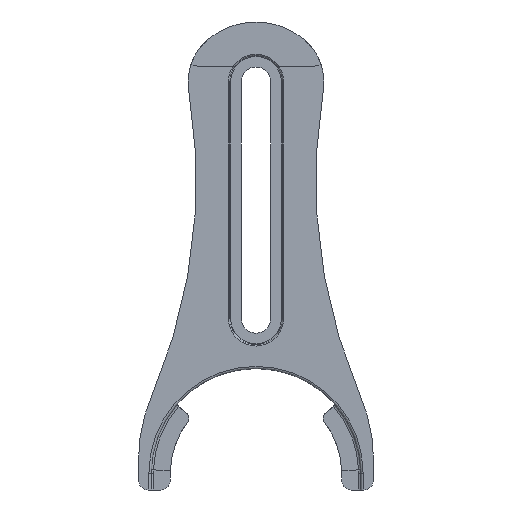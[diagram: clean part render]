
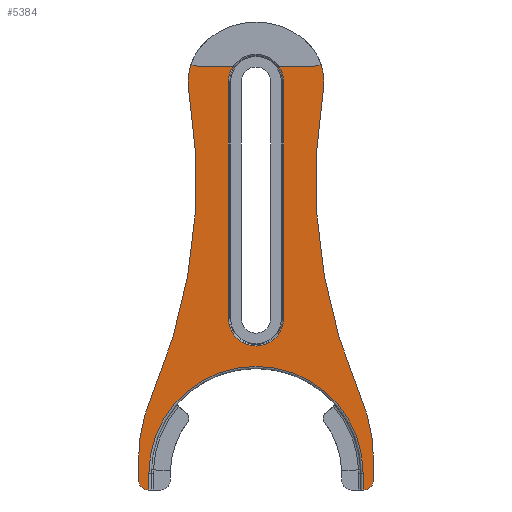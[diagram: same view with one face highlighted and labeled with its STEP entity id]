
A CAD part, front view. The second image highlights one B-rep face of the part: STEP entity #5384.
In plain terms, the highlighted planar face has unit normal (0, -1, 0).
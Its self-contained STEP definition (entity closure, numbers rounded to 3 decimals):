
#262=PLANE('',#5746);
#567=LINE('',#8377,#1088);
#568=LINE('',#8381,#1089);
#569=LINE('',#8383,#1090);
#570=LINE('',#8391,#1091);
#571=LINE('',#8395,#1092);
#572=LINE('',#8396,#1093);
#573=LINE('',#8398,#1094);
#574=LINE('',#8400,#1095);
#575=LINE('',#8404,#1096);
#576=LINE('',#8412,#1097);
#577=LINE('',#8414,#1098);
#578=LINE('',#8418,#1099);
#1088=VECTOR('',#6248,1000.);
#1089=VECTOR('',#6251,1000.);
#1090=VECTOR('',#6252,1000.);
#1091=VECTOR('',#6259,1000.);
#1092=VECTOR('',#6262,1000.);
#1093=VECTOR('',#6263,1000.);
#1094=VECTOR('',#6264,1000.);
#1095=VECTOR('',#6265,1000.);
#1096=VECTOR('',#6268,1000.);
#1097=VECTOR('',#6275,1000.);
#1098=VECTOR('',#6276,1000.);
#1099=VECTOR('',#6279,1000.);
#1524=FACE_OUTER_BOUND('',#1835,.T.);
#1835=EDGE_LOOP('',(#3727,#3728,#3729,#3730,#3731,#3732,#3733,#3734,#3735,
#3736,#3737,#3738,#3739,#3740,#3741,#3742,#3743,#3744,#3745,#3746,#3747,
#3748,#3749,#3750));
#2139=CIRCLE('',#5701,24.384);
#2177=CIRCLE('',#5747,6.287);
#2178=CIRCLE('',#5748,12.7);
#2179=CIRCLE('',#5749,123.825);
#2180=CIRCLE('',#5750,37.313);
#2181=CIRCLE('',#5751,2.235);
#2182=CIRCLE('',#5752,2.235);
#2183=CIRCLE('',#5753,37.313);
#2184=CIRCLE('',#5754,123.825);
#2185=CIRCLE('',#5755,12.7);
#2186=CIRCLE('',#5756,6.287);
#2187=CIRCLE('',#5757,6.287);
#2247=VERTEX_POINT('',#7226);
#2248=VERTEX_POINT('',#7228);
#2440=VERTEX_POINT('',#8375);
#2441=VERTEX_POINT('',#8376);
#2442=VERTEX_POINT('',#8378);
#2443=VERTEX_POINT('',#8380);
#2444=VERTEX_POINT('',#8382);
#2445=VERTEX_POINT('',#8384);
#2446=VERTEX_POINT('',#8386);
#2447=VERTEX_POINT('',#8388);
#2448=VERTEX_POINT('',#8390);
#2449=VERTEX_POINT('',#8392);
#2450=VERTEX_POINT('',#8394);
#2451=VERTEX_POINT('',#8397);
#2452=VERTEX_POINT('',#8399);
#2453=VERTEX_POINT('',#8401);
#2454=VERTEX_POINT('',#8403);
#2455=VERTEX_POINT('',#8405);
#2456=VERTEX_POINT('',#8407);
#2457=VERTEX_POINT('',#8409);
#2458=VERTEX_POINT('',#8411);
#2459=VERTEX_POINT('',#8413);
#2460=VERTEX_POINT('',#8415);
#2461=VERTEX_POINT('',#8417);
#2751=EDGE_CURVE('',#2248,#2247,#2139,.T.);
#2948=EDGE_CURVE('',#2440,#2441,#567,.T.);
#2949=EDGE_CURVE('',#2441,#2442,#2177,.T.);
#2950=EDGE_CURVE('',#2443,#2442,#568,.T.);
#2951=EDGE_CURVE('',#2444,#2443,#569,.T.);
#2952=EDGE_CURVE('',#2445,#2444,#2178,.T.);
#2953=EDGE_CURVE('',#2446,#2445,#2179,.T.);
#2954=EDGE_CURVE('',#2447,#2446,#2180,.T.);
#2955=EDGE_CURVE('',#2448,#2447,#570,.T.);
#2956=EDGE_CURVE('',#2449,#2448,#2181,.T.);
#2957=EDGE_CURVE('',#2450,#2449,#571,.T.);
#2958=EDGE_CURVE('',#2450,#2248,#572,.T.);
#2959=EDGE_CURVE('',#2247,#2451,#573,.T.);
#2960=EDGE_CURVE('',#2452,#2451,#574,.T.);
#2961=EDGE_CURVE('',#2453,#2452,#2182,.T.);
#2962=EDGE_CURVE('',#2454,#2453,#575,.T.);
#2963=EDGE_CURVE('',#2455,#2454,#2183,.T.);
#2964=EDGE_CURVE('',#2456,#2455,#2184,.T.);
#2965=EDGE_CURVE('',#2457,#2456,#2185,.T.);
#2966=EDGE_CURVE('',#2458,#2457,#576,.T.);
#2967=EDGE_CURVE('',#2459,#2458,#577,.T.);
#2968=EDGE_CURVE('',#2459,#2460,#2186,.T.);
#2969=EDGE_CURVE('',#2460,#2461,#578,.T.);
#2970=EDGE_CURVE('',#2461,#2440,#2187,.T.);
#3727=ORIENTED_EDGE('',*,*,#2948,.T.);
#3728=ORIENTED_EDGE('',*,*,#2949,.T.);
#3729=ORIENTED_EDGE('',*,*,#2950,.F.);
#3730=ORIENTED_EDGE('',*,*,#2951,.F.);
#3731=ORIENTED_EDGE('',*,*,#2952,.F.);
#3732=ORIENTED_EDGE('',*,*,#2953,.F.);
#3733=ORIENTED_EDGE('',*,*,#2954,.F.);
#3734=ORIENTED_EDGE('',*,*,#2955,.F.);
#3735=ORIENTED_EDGE('',*,*,#2956,.F.);
#3736=ORIENTED_EDGE('',*,*,#2957,.F.);
#3737=ORIENTED_EDGE('',*,*,#2958,.T.);
#3738=ORIENTED_EDGE('',*,*,#2751,.T.);
#3739=ORIENTED_EDGE('',*,*,#2959,.T.);
#3740=ORIENTED_EDGE('',*,*,#2960,.F.);
#3741=ORIENTED_EDGE('',*,*,#2961,.F.);
#3742=ORIENTED_EDGE('',*,*,#2962,.F.);
#3743=ORIENTED_EDGE('',*,*,#2963,.F.);
#3744=ORIENTED_EDGE('',*,*,#2964,.F.);
#3745=ORIENTED_EDGE('',*,*,#2965,.F.);
#3746=ORIENTED_EDGE('',*,*,#2966,.F.);
#3747=ORIENTED_EDGE('',*,*,#2967,.F.);
#3748=ORIENTED_EDGE('',*,*,#2968,.T.);
#3749=ORIENTED_EDGE('',*,*,#2969,.T.);
#3750=ORIENTED_EDGE('',*,*,#2970,.T.);
#5384=ADVANCED_FACE('',(#1524),#262,.F.);
#5701=AXIS2_PLACEMENT_3D('',#7229,#6046,#6047);
#5746=AXIS2_PLACEMENT_3D('',#8374,#6246,#6247);
#5747=AXIS2_PLACEMENT_3D('',#8379,#6249,#6250);
#5748=AXIS2_PLACEMENT_3D('',#8385,#6253,#6254);
#5749=AXIS2_PLACEMENT_3D('',#8387,#6255,#6256);
#5750=AXIS2_PLACEMENT_3D('',#8389,#6257,#6258);
#5751=AXIS2_PLACEMENT_3D('',#8393,#6260,#6261);
#5752=AXIS2_PLACEMENT_3D('',#8402,#6266,#6267);
#5753=AXIS2_PLACEMENT_3D('',#8406,#6269,#6270);
#5754=AXIS2_PLACEMENT_3D('',#8408,#6271,#6272);
#5755=AXIS2_PLACEMENT_3D('',#8410,#6273,#6274);
#5756=AXIS2_PLACEMENT_3D('',#8416,#6277,#6278);
#5757=AXIS2_PLACEMENT_3D('',#8419,#6280,#6281);
#6046=DIRECTION('center_axis',(0.,1.,0.));
#6047=DIRECTION('ref_axis',(0.,0.,1.));
#6246=DIRECTION('center_axis',(0.,1.,0.));
#6247=DIRECTION('ref_axis',(0.,0.,1.));
#6248=DIRECTION('',(0.,0.,1.));
#6249=DIRECTION('center_axis',(0.,1.,0.));
#6250=DIRECTION('ref_axis',(0.,0.,1.));
#6251=DIRECTION('',(1.,0.,0.));
#6252=DIRECTION('',(0.97,0.,-0.242));
#6253=DIRECTION('center_axis',(0.,1.,0.));
#6254=DIRECTION('ref_axis',(0.,0.,1.));
#6255=DIRECTION('center_axis',(0.,-1.,0.));
#6256=DIRECTION('ref_axis',(0.,0.,-1.));
#6257=DIRECTION('center_axis',(0.,1.,0.));
#6258=DIRECTION('ref_axis',(0.,0.,1.));
#6259=DIRECTION('',(0.,0.,1.));
#6260=DIRECTION('center_axis',(0.,1.,0.));
#6261=DIRECTION('ref_axis',(0.,0.,-1.));
#6262=DIRECTION('',(-1.,0.,0.));
#6263=DIRECTION('',(0.,0.,1.));
#6264=DIRECTION('',(0.,0.,-1.));
#6265=DIRECTION('',(-1.,0.,0.));
#6266=DIRECTION('center_axis',(0.,1.,0.));
#6267=DIRECTION('ref_axis',(0.,0.,1.));
#6268=DIRECTION('',(0.,0.,-1.));
#6269=DIRECTION('center_axis',(0.,1.,0.));
#6270=DIRECTION('ref_axis',(0.,0.,1.));
#6271=DIRECTION('center_axis',(0.,-1.,0.));
#6272=DIRECTION('ref_axis',(0.,0.,1.));
#6273=DIRECTION('center_axis',(0.,1.,0.));
#6274=DIRECTION('ref_axis',(0.,0.,1.));
#6275=DIRECTION('',(0.97,0.,0.242));
#6276=DIRECTION('',(1.,0.,0.));
#6277=DIRECTION('center_axis',(0.,1.,0.));
#6278=DIRECTION('ref_axis',(0.,0.,1.));
#6279=DIRECTION('',(0.,0.,-1.));
#6280=DIRECTION('center_axis',(0.,1.,0.));
#6281=DIRECTION('ref_axis',(0.,0.,1.));
#7226=CARTESIAN_POINT('',(24.384,0.,0.));
#7228=CARTESIAN_POINT('',(-24.384,0.,0.));
#7229=CARTESIAN_POINT('Origin',(0.,0.,0.));
#8374=CARTESIAN_POINT('Origin',(0.,0.,0.));
#8375=CARTESIAN_POINT('',(-6.287,0.,35.306));
#8376=CARTESIAN_POINT('',(-6.287,0.,89.154));
#8377=CARTESIAN_POINT('',(-6.287,0.,89.154));
#8378=CARTESIAN_POINT('',(-5.269,0.,92.583));
#8379=CARTESIAN_POINT('Origin',(0.,0.,89.154));
#8380=CARTESIAN_POINT('',(-12.7,0.,92.583));
#8381=CARTESIAN_POINT('',(-12.7,0.,92.583));
#8382=CARTESIAN_POINT('',(-14.804,0.,93.108));
#8383=CARTESIAN_POINT('',(-14.804,0.,93.108));
#8384=CARTESIAN_POINT('',(-15.281,0.,87.025));
#8385=CARTESIAN_POINT('Origin',(-2.752,0.,89.102));
#8386=CARTESIAN_POINT('',(-23.705,0.,17.815));
#8387=CARTESIAN_POINT('Origin',(-137.439,0.,66.777));
#8388=CARTESIAN_POINT('',(-26.746,0.,3.062));
#8389=CARTESIAN_POINT('Origin',(10.566,0.,3.062));
#8390=CARTESIAN_POINT('',(-26.746,0.,-1.524));
#8391=CARTESIAN_POINT('',(-26.746,0.,-1.524));
#8392=CARTESIAN_POINT('',(-24.511,0.,-3.759));
#8393=CARTESIAN_POINT('Origin',(-24.511,0.,-1.524));
#8394=CARTESIAN_POINT('',(-24.384,0.,-3.759));
#8395=CARTESIAN_POINT('',(-21.742,0.,-3.759));
#8396=CARTESIAN_POINT('',(-24.384,0.,0.));
#8397=CARTESIAN_POINT('',(24.384,0.,-3.759));
#8398=CARTESIAN_POINT('',(24.384,0.,-3.759));
#8399=CARTESIAN_POINT('',(24.511,0.,-3.759));
#8400=CARTESIAN_POINT('',(21.742,0.,-3.759));
#8401=CARTESIAN_POINT('',(26.746,0.,-1.524));
#8402=CARTESIAN_POINT('Origin',(24.511,0.,-1.524));
#8403=CARTESIAN_POINT('',(26.746,0.,3.062));
#8404=CARTESIAN_POINT('',(26.746,0.,-1.524));
#8405=CARTESIAN_POINT('',(23.705,0.,17.815));
#8406=CARTESIAN_POINT('Origin',(-10.566,0.,3.062));
#8407=CARTESIAN_POINT('',(15.281,0.,87.025));
#8408=CARTESIAN_POINT('Origin',(137.439,0.,66.777));
#8409=CARTESIAN_POINT('',(14.804,0.,93.108));
#8410=CARTESIAN_POINT('Origin',(2.752,0.,89.102));
#8411=CARTESIAN_POINT('',(12.7,0.,92.583));
#8412=CARTESIAN_POINT('',(12.7,0.,92.583));
#8413=CARTESIAN_POINT('',(5.269,0.,92.583));
#8414=CARTESIAN_POINT('',(-12.7,0.,92.583));
#8415=CARTESIAN_POINT('',(6.287,0.,89.154));
#8416=CARTESIAN_POINT('Origin',(0.,0.,89.154));
#8417=CARTESIAN_POINT('',(6.287,0.,35.306));
#8418=CARTESIAN_POINT('',(6.287,0.,35.306));
#8419=CARTESIAN_POINT('Origin',(0.,0.,35.306));
